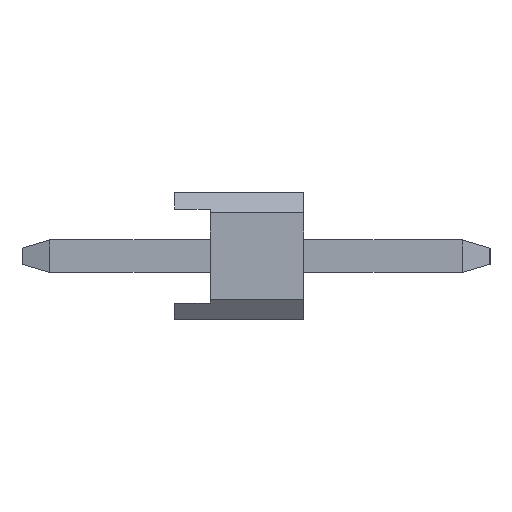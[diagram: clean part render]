
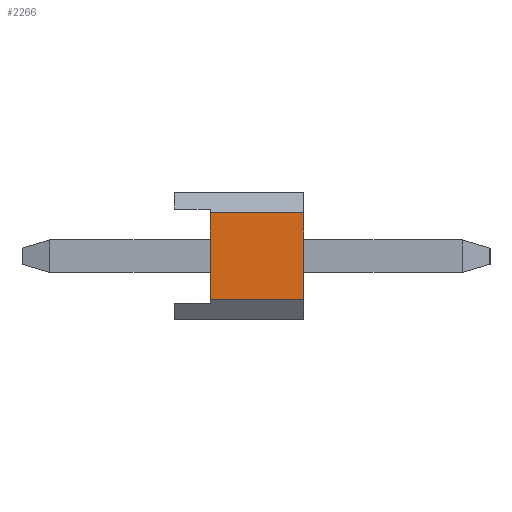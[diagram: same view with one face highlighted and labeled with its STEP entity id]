
A CAD part, left-side view. The second image highlights one B-rep face of the part: STEP entity #2266.
In plain terms, the highlighted planar face has unit normal (-1, 0, 0).
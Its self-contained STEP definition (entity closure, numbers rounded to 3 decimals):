
#2266=ADVANCED_FACE('',(#6585),#6586,.T.);
#4066=EDGE_CURVE('',#4220,#6384,#8559,.T.);
#4220=VERTEX_POINT('',#8723);
#4472=EDGE_CURVE('',#6072,#4220,#8996,.T.);
#5880=VERTEX_POINT('',#10571);
#6072=VERTEX_POINT('',#10784);
#6146=EDGE_CURVE('',#5880,#6072,#10871,.T.);
#6340=EDGE_CURVE('',#5880,#6384,#11084,.T.);
#6384=VERTEX_POINT('',#11131);
#6585=FACE_OUTER_BOUND('',#11386,.T.);
#6586=PLANE('',#11387);
#8559=LINE('',#14255,#14256);
#8723=CARTESIAN_POINT('',(-17.68,-2.54,-0.851));
#8996=LINE('',#14910,#14911);
#10571=CARTESIAN_POINT('',(-17.68,-0.7,0.851));
#10784=CARTESIAN_POINT('',(-17.68,-0.7,-0.851));
#10871=LINE('',#17595,#17596);
#11084=LINE('',#17890,#17891);
#11131=CARTESIAN_POINT('',(-17.68,-2.54,0.851));
#11386=EDGE_LOOP('',(#18190,#18191,#18192,#18193));
#11387=AXIS2_PLACEMENT_3D('',#18194,#18195,#18196);
#14255=CARTESIAN_POINT('',(-17.68,-2.54,0.851));
#14256=VECTOR('',#20074,1.0);
#14910=CARTESIAN_POINT('',(-17.68,0.,-0.851));
#14911=VECTOR('',#20439,1.0);
#17595=CARTESIAN_POINT('',(-17.68,-0.7,-0.426));
#17596=VECTOR('',#22598,1.0);
#17890=CARTESIAN_POINT('',(-17.68,0.,0.851));
#17891=VECTOR('',#22797,1.0);
#18190=ORIENTED_EDGE('',*,*,#6146,.T.);
#18191=ORIENTED_EDGE('',*,*,#4472,.T.);
#18192=ORIENTED_EDGE('',*,*,#4066,.T.);
#18193=ORIENTED_EDGE('',*,*,#6340,.F.);
#18194=CARTESIAN_POINT('',(-17.68,0.,-0.851));
#18195=DIRECTION('',(-1.0,0.0,0.0));
#18196=DIRECTION('',(0.0,0.,-1.0));
#20074=DIRECTION('',(0.0,0.,1.0));
#20439=DIRECTION('',(0.0,-1.0,0.));
#22598=DIRECTION('',(0.0,0.,-1.0));
#22797=DIRECTION('',(0.0,-1.0,0.));
